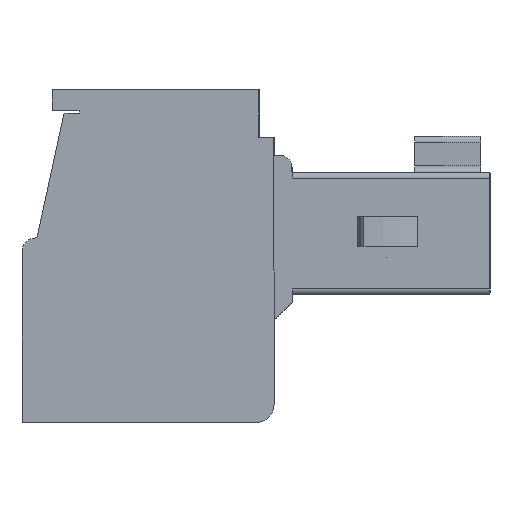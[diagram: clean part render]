
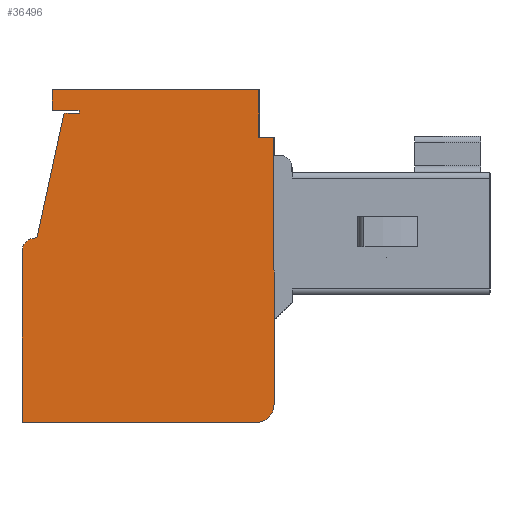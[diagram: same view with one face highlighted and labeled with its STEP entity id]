
A CAD part, left-side view. The second image highlights one B-rep face of the part: STEP entity #36496.
In plain terms, the highlighted planar face has unit normal (-1, 0, 0).
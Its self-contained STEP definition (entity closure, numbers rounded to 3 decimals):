
#182 = EDGE_CURVE ( 'NONE', #37005, #12364, #12422, .T. ) ;
#391 = CARTESIAN_POINT ( 'NONE',  ( 0., 15.15, 5.7 ) ) ;
#441 = VERTEX_POINT ( 'NONE', #34086 ) ;
#649 = LINE ( 'NONE', #1055, #28342 ) ;
#878 = CARTESIAN_POINT ( 'NONE',  ( 0., 14.6, 11.1 ) ) ;
#923 = LINE ( 'NONE', #24174, #23312 ) ;
#935 = CARTESIAN_POINT ( 'NONE',  ( 0., 15.6, 0. ) ) ;
#1055 = CARTESIAN_POINT ( 'NONE',  ( 0., 14.6, 10.4 ) ) ;
#1126 = CIRCLE ( 'NONE', #16210, 0.45 ) ;
#1369 = CARTESIAN_POINT ( 'NONE',  ( 0., 15.6, 11.1 ) ) ;
#1650 = CIRCLE ( 'NONE', #22748, 0.6 ) ;
#1897 = AXIS2_PLACEMENT_3D ( 'NONE', #12602, #26971, #9376 ) ;
#1980 = ORIENTED_EDGE ( 'NONE', *, *, #5878, .T. ) ;
#1985 = VECTOR ( 'NONE', #20751, 1000. ) ;
#2731 = CARTESIAN_POINT ( 'NONE',  ( 0., 7.7, 9.5 ) ) ;
#2734 = LINE ( 'NONE', #14257, #26440 ) ;
#2978 = DIRECTION ( 'NONE',  ( 0., 1., 0. ) ) ;
#3629 = LINE ( 'NONE', #21218, #11808 ) ;
#3865 = LINE ( 'NONE', #29048, #19320 ) ;
#3984 = CARTESIAN_POINT ( 'NONE',  ( 0., 14.6, 11.1 ) ) ;
#4100 = DIRECTION ( 'NONE',  ( 0., 0., -1. ) ) ;
#4198 = CARTESIAN_POINT ( 'NONE',  ( 0., 13.7, 10.3 ) ) ;
#5198 = ORIENTED_EDGE ( 'NONE', *, *, #36836, .T. ) ;
#5419 = EDGE_CURVE ( 'NONE', #37005, #27868, #13082, .T. ) ;
#5495 = VERTEX_POINT ( 'NONE', #11006 ) ;
#5595 = VERTEX_POINT ( 'NONE', #21906 ) ;
#5675 = LINE ( 'NONE', #19696, #18808 ) ;
#5738 = CARTESIAN_POINT ( 'NONE',  ( 0., 15.6, 5.7 ) ) ;
#5878 = EDGE_CURVE ( 'NONE', #11170, #26554, #29630, .T. ) ;
#6155 = DIRECTION ( 'NONE',  ( 0., 0., -1. ) ) ;
#6659 = ORIENTED_EDGE ( 'NONE', *, *, #23339, .T. ) ;
#7935 = EDGE_CURVE ( 'NONE', #5495, #11170, #10054, .T. ) ;
#7967 = DIRECTION ( 'NONE',  ( -1., 0., 0. ) ) ;
#8294 = ORIENTED_EDGE ( 'NONE', *, *, #19843, .T. ) ;
#8368 = DIRECTION ( 'NONE',  ( -1., 0., 0. ) ) ;
#8746 = VECTOR ( 'NONE', #6155, 1000. ) ;
#8968 = DIRECTION ( 'NONE',  ( 0., 0., -1. ) ) ;
#9149 = VERTEX_POINT ( 'NONE', #14449 ) ;
#9317 = DIRECTION ( 'NONE',  ( 0., 0., 1. ) ) ;
#9376 = DIRECTION ( 'NONE',  ( 0., 0., -1. ) ) ;
#9478 = LINE ( 'NONE', #33276, #25748 ) ;
#9782 = FACE_OUTER_BOUND ( 'NONE', #32162, .T. ) ;
#9836 = VERTEX_POINT ( 'NONE', #5738 ) ;
#10054 = LINE ( 'NONE', #18525, #1985 ) ;
#10903 = EDGE_CURVE ( 'NONE', #12364, #17124, #649, .T. ) ;
#11006 = CARTESIAN_POINT ( 'NONE',  ( 0., 14.2, 10.3 ) ) ;
#11170 = VERTEX_POINT ( 'NONE', #34465 ) ;
#11366 = CARTESIAN_POINT ( 'NONE',  ( 0., 7.8, 0.6 ) ) ;
#11597 = DIRECTION ( 'NONE',  ( 0., 0., 1. ) ) ;
#11731 = CARTESIAN_POINT ( 'NONE',  ( 0., 7.7, 11.1 ) ) ;
#11808 = VECTOR ( 'NONE', #9317, 1000. ) ;
#12364 = VERTEX_POINT ( 'NONE', #23862 ) ;
#12422 = LINE ( 'NONE', #878, #8746 ) ;
#12452 = EDGE_CURVE ( 'NONE', #28698, #9836, #3629, .T. ) ;
#12602 = CARTESIAN_POINT ( 'NONE',  ( 0., 15.6, 11.1 ) ) ;
#13082 = LINE ( 'NONE', #1369, #13479 ) ;
#13479 = VECTOR ( 'NONE', #16110, 1000. ) ;
#14257 = CARTESIAN_POINT ( 'NONE',  ( 0., 13.7, 10.4 ) ) ;
#14449 = CARTESIAN_POINT ( 'NONE',  ( 0., 7.8, 0. ) ) ;
#15076 = DIRECTION ( 'NONE',  ( 0., 0., 1. ) ) ;
#15404 = DIRECTION ( 'NONE',  ( 0., -1., 0. ) ) ;
#15620 = VERTEX_POINT ( 'NONE', #4198 ) ;
#16110 = DIRECTION ( 'NONE',  ( 0., -1., 0. ) ) ;
#16210 = AXIS2_PLACEMENT_3D ( 'NONE', #391, #8368, #11597 ) ;
#16910 = ORIENTED_EDGE ( 'NONE', *, *, #31657, .F. ) ;
#17124 = VERTEX_POINT ( 'NONE', #33491 ) ;
#18095 = ORIENTED_EDGE ( 'NONE', *, *, #20763, .T. ) ;
#18473 = CARTESIAN_POINT ( 'NONE',  ( 0., 7.7, 13.573 ) ) ;
#18525 = CARTESIAN_POINT ( 'NONE',  ( 0., 15.1, 6.15 ) ) ;
#18744 = DIRECTION ( 'NONE',  ( 0., -1., 0. ) ) ;
#18808 = VECTOR ( 'NONE', #31224, 1000. ) ;
#19320 = VECTOR ( 'NONE', #26959, 1000. ) ;
#19696 = CARTESIAN_POINT ( 'NONE',  ( 0., 7.92, 9.5 ) ) ;
#19843 = EDGE_CURVE ( 'NONE', #28698, #9149, #9478, .T. ) ;
#20064 = EDGE_CURVE ( 'NONE', #5595, #441, #923, .T. ) ;
#20751 = DIRECTION ( 'NONE',  ( 0., 0.212, -0.977 ) ) ;
#20763 = EDGE_CURVE ( 'NONE', #9149, #5595, #1650, .T. ) ;
#21107 = LINE ( 'NONE', #18473, #32130 ) ;
#21163 = ORIENTED_EDGE ( 'NONE', *, *, #34077, .T. ) ;
#21218 = CARTESIAN_POINT ( 'NONE',  ( 0., 15.6, 11.1 ) ) ;
#21463 = EDGE_CURVE ( 'NONE', #17124, #15620, #2734, .T. ) ;
#21906 = CARTESIAN_POINT ( 'NONE',  ( 0., 7.2, 0.6 ) ) ;
#22080 = CARTESIAN_POINT ( 'NONE',  ( 0., 15.15, 6.15 ) ) ;
#22748 = AXIS2_PLACEMENT_3D ( 'NONE', #11366, #7967, #24990 ) ;
#23042 = VERTEX_POINT ( 'NONE', #2731 ) ;
#23124 = ORIENTED_EDGE ( 'NONE', *, *, #12452, .F. ) ;
#23312 = VECTOR ( 'NONE', #15076, 1000. ) ;
#23339 = EDGE_CURVE ( 'NONE', #26554, #9836, #1126, .T. ) ;
#23862 = CARTESIAN_POINT ( 'NONE',  ( 0., 14.6, 10.4 ) ) ;
#24128 = PLANE ( 'NONE',  #1897 ) ;
#24174 = CARTESIAN_POINT ( 'NONE',  ( 0., 7.2, 9.5 ) ) ;
#24301 = ORIENTED_EDGE ( 'NONE', *, *, #21463, .T. ) ;
#24990 = DIRECTION ( 'NONE',  ( 0., 0., -1. ) ) ;
#25521 = ORIENTED_EDGE ( 'NONE', *, *, #20064, .T. ) ;
#25748 = VECTOR ( 'NONE', #18744, 1000. ) ;
#25750 = ORIENTED_EDGE ( 'NONE', *, *, #5419, .F. ) ;
#26440 = VECTOR ( 'NONE', #8968, 1000. ) ;
#26554 = VERTEX_POINT ( 'NONE', #22080 ) ;
#26556 = ORIENTED_EDGE ( 'NONE', *, *, #10903, .T. ) ;
#26959 = DIRECTION ( 'NONE',  ( 0., 1., 0. ) ) ;
#26971 = DIRECTION ( 'NONE',  ( 1., 0., 0. ) ) ;
#27868 = VERTEX_POINT ( 'NONE', #11731 ) ;
#28007 = VECTOR ( 'NONE', #2978, 1000. ) ;
#28342 = VECTOR ( 'NONE', #15404, 1000. ) ;
#28698 = VERTEX_POINT ( 'NONE', #935 ) ;
#29048 = CARTESIAN_POINT ( 'NONE',  ( 0., 13.7, 10.3 ) ) ;
#29258 = CARTESIAN_POINT ( 'NONE',  ( 0., 15.15, 6.15 ) ) ;
#29630 = LINE ( 'NONE', #29258, #28007 ) ;
#31224 = DIRECTION ( 'NONE',  ( 0., 1., 0. ) ) ;
#31657 = EDGE_CURVE ( 'NONE', #27868, #23042, #21107, .T. ) ;
#32130 = VECTOR ( 'NONE', #4100, 1000. ) ;
#32162 = EDGE_LOOP ( 'NONE', ( #5198, #16910, #25750, #33787, #26556, #24301, #21163, #32964, #1980, #6659, #23124, #8294, #18095, #25521 ) ) ;
#32964 = ORIENTED_EDGE ( 'NONE', *, *, #7935, .T. ) ;
#33276 = CARTESIAN_POINT ( 'NONE',  ( 0., 15.6, 0. ) ) ;
#33491 = CARTESIAN_POINT ( 'NONE',  ( 0., 13.7, 10.4 ) ) ;
#33787 = ORIENTED_EDGE ( 'NONE', *, *, #182, .T. ) ;
#34077 = EDGE_CURVE ( 'NONE', #15620, #5495, #3865, .T. ) ;
#34086 = CARTESIAN_POINT ( 'NONE',  ( 0., 7.2, 9.5 ) ) ;
#34465 = CARTESIAN_POINT ( 'NONE',  ( 0., 15.1, 6.15 ) ) ;
#36496 = ADVANCED_FACE ( 'NONE', ( #9782 ), #24128, .F. ) ;
#36836 = EDGE_CURVE ( 'NONE', #441, #23042, #5675, .T. ) ;
#37005 = VERTEX_POINT ( 'NONE', #3984 ) ;
